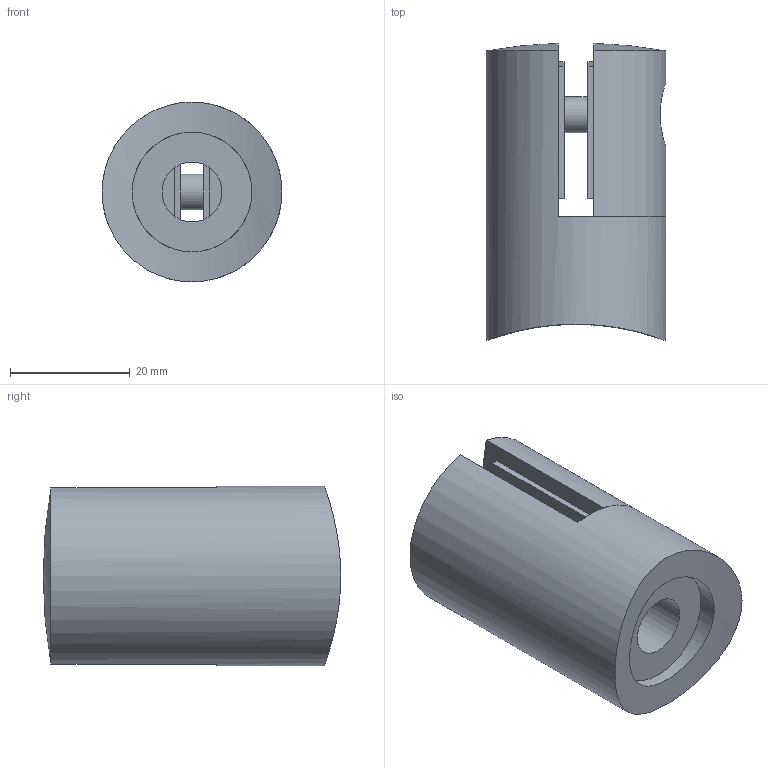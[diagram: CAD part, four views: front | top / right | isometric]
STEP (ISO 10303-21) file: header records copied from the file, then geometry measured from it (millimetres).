
FILE_DESCRIPTION(/* description */ (''),/* implementation_level */ '2;1');
FILE_NAME(/* name */ '43214.iam.step',/* time_stamp */ '2022-10-04T09:57:26+02:00',/* author */ ('Abt. Technik'),/* organization */ (''),/* preprocessor_version */ 'ST-DEVELOPER v18.1',/* originating_system */ 'Autodesk Inventor 2022',/* authorisation */ '');
FILE_SCHEMA (('AUTOMOTIVE_DESIGN { 1 0 10303 214 3 1 1 }'));
Length unit declared in the file: millimetre
Products named in the file (3): 43214; 43214_1; DIN 912 - M6 x 12
Assembly tree (2 placements, depth 2):
  43214
    43214_1
    DIN 912 - M6 x 12
Bounding box: 30 x 49.69 x 30 mm (x, y, z)
Volume: 25682.4 mm3; surface area: 9810.5 mm2
Topology: 3 solids, 3 shells, 50 faces, 117 edges, 79 vertices
Faces by surface type: plane 32, cylinder 12, sphere 2, torus 2, cone 2
Full cylindrical faces by diameter (mm): 6 x3, 10 x2, 10.5 x1, 20 x1, 30 x1
Entity records: 1673 total; most frequent: CARTESIAN_POINT 387, DIRECTION 242, ORIENTED_EDGE 232, EDGE_CURVE 116, AXIS2_PLACEMENT_3D 86, VERTEX_POINT 79, LINE 70, VECTOR 70
